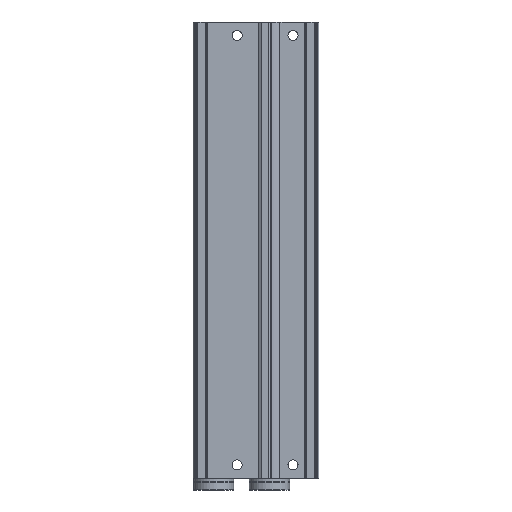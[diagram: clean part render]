
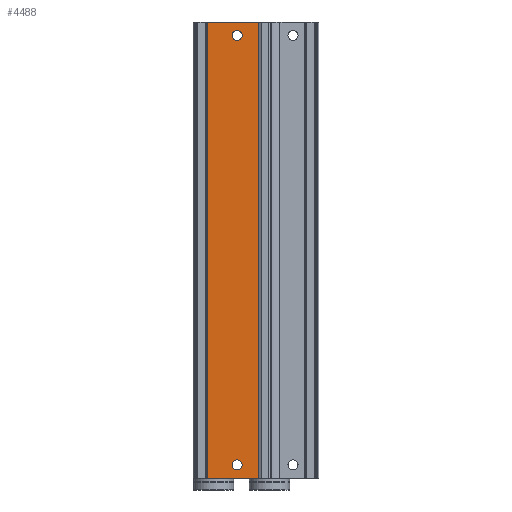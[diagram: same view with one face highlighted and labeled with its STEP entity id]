
A CAD part, front view. The second image highlights one B-rep face of the part: STEP entity #4488.
In plain terms, the highlighted planar face has unit normal (0, -1, 0).
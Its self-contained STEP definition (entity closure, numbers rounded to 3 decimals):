
#223=PLANE('',#4849);
#358=CIRCLE('',#4850,2.25);
#359=CIRCLE('',#4851,2.25);
#707=ORIENTED_EDGE('',*,*,#1853,.F.);
#708=ORIENTED_EDGE('',*,*,#1854,.F.);
#709=ORIENTED_EDGE('',*,*,#1855,.F.);
#710=ORIENTED_EDGE('',*,*,#1852,.F.);
#711=ORIENTED_EDGE('',*,*,#1856,.T.);
#712=ORIENTED_EDGE('',*,*,#1857,.T.);
#1852=EDGE_CURVE('',#2420,#2419,#2847,.T.);
#1853=EDGE_CURVE('',#2421,#2421,#358,.T.);
#1854=EDGE_CURVE('',#2422,#2422,#359,.T.);
#1855=EDGE_CURVE('',#2419,#2423,#2848,.T.);
#1856=EDGE_CURVE('',#2420,#2424,#2849,.T.);
#1857=EDGE_CURVE('',#2424,#2423,#2850,.T.);
#2419=VERTEX_POINT('',#7332);
#2420=VERTEX_POINT('',#7334);
#2421=VERTEX_POINT('',#7338);
#2422=VERTEX_POINT('',#7340);
#2423=VERTEX_POINT('',#7342);
#2424=VERTEX_POINT('',#7344);
#2847=LINE('',#7335,#3130);
#2848=LINE('',#7341,#3131);
#2849=LINE('',#7343,#3132);
#2850=LINE('',#7345,#3133);
#3130=VECTOR('',#5496,1000.);
#3131=VECTOR('',#5503,1000.);
#3132=VECTOR('',#5504,1000.);
#3133=VECTOR('',#5505,1000.);
#3417=EDGE_LOOP('',(#707));
#3418=EDGE_LOOP('',(#708));
#3419=EDGE_LOOP('',(#709,#710,#711,#712));
#3900=FACE_BOUND('',#3417,.T.);
#3901=FACE_BOUND('',#3418,.T.);
#3902=FACE_BOUND('',#3419,.T.);
#4488=ADVANCED_FACE('',(#3900,#3901,#3902),#223,.T.);
#4849=AXIS2_PLACEMENT_3D('',#7336,#5497,#5498);
#4850=AXIS2_PLACEMENT_3D('',#7337,#5499,#5500);
#4851=AXIS2_PLACEMENT_3D('',#7339,#5501,#5502);
#5496=DIRECTION('',(0.,0.,1.));
#5497=DIRECTION('',(0.,-1.,0.));
#5498=DIRECTION('',(0.,0.,-1.));
#5499=DIRECTION('',(0.,-1.,0.));
#5500=DIRECTION('',(0.,0.,-1.));
#5501=DIRECTION('',(0.,-1.,0.));
#5502=DIRECTION('',(0.,0.,-1.));
#5503=DIRECTION('',(1.,0.,0.));
#5504=DIRECTION('',(1.,0.,0.));
#5505=DIRECTION('',(0.,0.,1.));
#7332=CARTESIAN_POINT('',(-27.6,6.5,0.));
#7334=CARTESIAN_POINT('',(-27.6,6.5,-204.));
#7335=CARTESIAN_POINT('',(-27.6,6.5,-204.));
#7336=CARTESIAN_POINT('',(-27.6,6.5,-204.));
#7337=CARTESIAN_POINT('',(-14.5,6.5,-198.));
#7338=CARTESIAN_POINT('',(-14.5,6.5,-200.25));
#7339=CARTESIAN_POINT('',(-14.5,6.5,-6.));
#7340=CARTESIAN_POINT('',(-14.5,6.5,-8.25));
#7341=CARTESIAN_POINT('',(-27.6,6.5,0.));
#7342=CARTESIAN_POINT('',(-4.75,6.5,0.));
#7343=CARTESIAN_POINT('',(-27.6,6.5,-204.));
#7344=CARTESIAN_POINT('',(-4.75,6.5,-204.));
#7345=CARTESIAN_POINT('',(-4.75,6.5,-204.));
